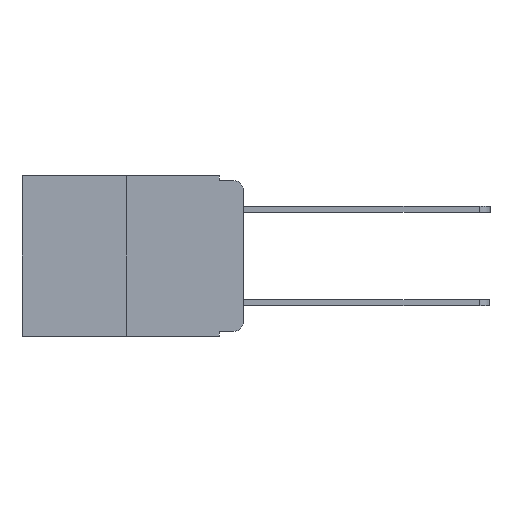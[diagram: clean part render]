
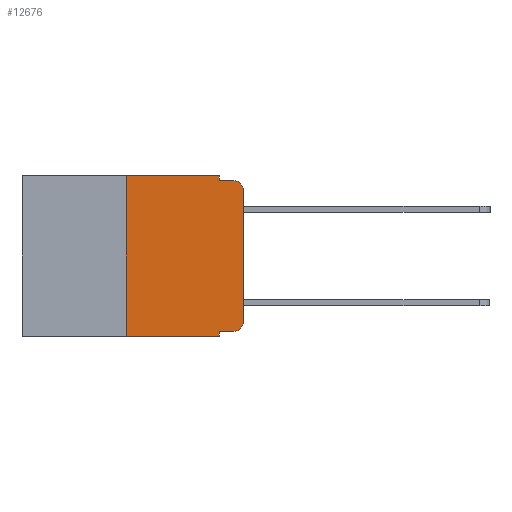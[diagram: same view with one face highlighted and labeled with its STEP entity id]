
A CAD part, left-side view. The second image highlights one B-rep face of the part: STEP entity #12676.
In plain terms, the highlighted planar face has unit normal (-1, 0, 0).
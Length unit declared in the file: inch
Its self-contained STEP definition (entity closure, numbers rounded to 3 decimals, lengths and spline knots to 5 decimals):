
#203 = ORIENTED_EDGE ( 'NONE', *, *, #1686, .F. ) ;
#210 = EDGE_CURVE ( 'NONE', #4044, #6873, #7653, .T. ) ;
#425 = EDGE_CURVE ( 'NONE', #2647, #9877, #10254, .T. ) ;
#553 = ORIENTED_EDGE ( 'NONE', *, *, #12323, .F. ) ;
#695 = ORIENTED_EDGE ( 'NONE', *, *, #3869, .F. ) ;
#936 = ORIENTED_EDGE ( 'NONE', *, *, #9649, .F. ) ;
#1059 = ORIENTED_EDGE ( 'NONE', *, *, #8402, .T. ) ;
#1120 = CARTESIAN_POINT ( 'NONE',  ( 0., 0.25, 0. ) ) ;
#1140 = DIRECTION ( 'NONE',  ( 0., 0., -1. ) ) ;
#1356 = VERTEX_POINT ( 'NONE', #9883 ) ;
#1378 = ORIENTED_EDGE ( 'NONE', *, *, #425, .T. ) ;
#1395 = LINE ( 'NONE', #9104, #16410 ) ;
#1642 = FACE_OUTER_BOUND ( 'NONE', #15851, .T. ) ;
#1686 = EDGE_CURVE ( 'NONE', #7081, #1356, #7629, .T. ) ;
#2647 = VERTEX_POINT ( 'NONE', #14263 ) ;
#3587 = LINE ( 'NONE', #10851, #10761 ) ;
#3839 = CARTESIAN_POINT ( 'NONE',  ( 0., 0.051, -0.01 ) ) ;
#3869 = EDGE_CURVE ( 'NONE', #17956, #14083, #11496, .T. ) ;
#3880 = VECTOR ( 'NONE', #12617, 39.37008 ) ;
#4044 = VERTEX_POINT ( 'NONE', #13037 ) ;
#4098 = CARTESIAN_POINT ( 'NONE',  ( 0., 0.051, 0. ) ) ;
#4997 = DIRECTION ( 'NONE',  ( -1., 0., 0. ) ) ;
#5867 = LINE ( 'NONE', #9467, #10083 ) ;
#6029 = EDGE_CURVE ( 'NONE', #7081, #6873, #5867, .T. ) ;
#6721 = CARTESIAN_POINT ( 'NONE',  ( 0., 0.02, -0.313 ) ) ;
#6819 = CARTESIAN_POINT ( 'NONE',  ( 0., 0.051, 0. ) ) ;
#6845 = DIRECTION ( 'NONE',  ( 0., 0., 1. ) ) ;
#6847 = AXIS2_PLACEMENT_3D ( 'NONE', #6721, #16570, #8146 ) ;
#6873 = VERTEX_POINT ( 'NONE', #8115 ) ;
#7081 = VERTEX_POINT ( 'NONE', #12624 ) ;
#7629 = LINE ( 'NONE', #1120, #14698 ) ;
#7653 = LINE ( 'NONE', #6819, #18406 ) ;
#7668 = CARTESIAN_POINT ( 'NONE',  ( 0., 0.02, -0.333 ) ) ;
#7680 = CARTESIAN_POINT ( 'NONE',  ( 0., 0.02, -0.01 ) ) ;
#7901 = DIRECTION ( 'NONE',  ( 0., -1., 0. ) ) ;
#7942 = ORIENTED_EDGE ( 'NONE', *, *, #17287, .T. ) ;
#8107 = DIRECTION ( 'NONE',  ( 0., -1., 0. ) ) ;
#8115 = CARTESIAN_POINT ( 'NONE',  ( 0., 0.051, -0.343 ) ) ;
#8146 = DIRECTION ( 'NONE',  ( 0., 0., -1. ) ) ;
#8378 = DIRECTION ( 'NONE',  ( 0., 0., 1. ) ) ;
#8402 = EDGE_CURVE ( 'NONE', #9877, #9457, #8802, .T. ) ;
#8438 = ORIENTED_EDGE ( 'NONE', *, *, #6029, .T. ) ;
#8802 = CIRCLE ( 'NONE', #11597, 0.02 ) ;
#9104 = CARTESIAN_POINT ( 'NONE',  ( 0., 0.051, -0.333 ) ) ;
#9218 = ORIENTED_EDGE ( 'NONE', *, *, #210, .F. ) ;
#9457 = VERTEX_POINT ( 'NONE', #7680 ) ;
#9467 = CARTESIAN_POINT ( 'NONE',  ( 0., 0.473, -0.343 ) ) ;
#9649 = EDGE_CURVE ( 'NONE', #14083, #9457, #3587, .T. ) ;
#9877 = VERTEX_POINT ( 'NONE', #11423 ) ;
#9883 = CARTESIAN_POINT ( 'NONE',  ( 0., 0.25, 0. ) ) ;
#10083 = VECTOR ( 'NONE', #7901, 39.37008 ) ;
#10089 = DIRECTION ( 'NONE',  ( 1., 0., 0. ) ) ;
#10254 = LINE ( 'NONE', #11793, #16893 ) ;
#10761 = VECTOR ( 'NONE', #8107, 39.37008 ) ;
#10851 = CARTESIAN_POINT ( 'NONE',  ( 0., 0.051, -0.01 ) ) ;
#11423 = CARTESIAN_POINT ( 'NONE',  ( 0., 0., -0.03 ) ) ;
#11464 = PLANE ( 'NONE',  #18571 ) ;
#11496 = LINE ( 'NONE', #16912, #3880 ) ;
#11563 = VECTOR ( 'NONE', #17784, 39.37008 ) ;
#11597 = AXIS2_PLACEMENT_3D ( 'NONE', #13511, #4997, #14934 ) ;
#11608 = CIRCLE ( 'NONE', #6847, 0.02 ) ;
#11701 = DIRECTION ( 'NONE',  ( 0., 0., -1. ) ) ;
#11793 = CARTESIAN_POINT ( 'NONE',  ( 0., 0., 0. ) ) ;
#12055 = DIRECTION ( 'NONE',  ( 0., -1., 0. ) ) ;
#12323 = EDGE_CURVE ( 'NONE', #1356, #17956, #15333, .T. ) ;
#12617 = DIRECTION ( 'NONE',  ( 0., 0., -1. ) ) ;
#12624 = CARTESIAN_POINT ( 'NONE',  ( 0., 0.25, -0.343 ) ) ;
#12676 = ADVANCED_FACE ( 'NONE', ( #1642 ), #11464, .F. ) ;
#13037 = CARTESIAN_POINT ( 'NONE',  ( 0., 0.051, -0.333 ) ) ;
#13511 = CARTESIAN_POINT ( 'NONE',  ( 0., 0.02, -0.03 ) ) ;
#14083 = VERTEX_POINT ( 'NONE', #3839 ) ;
#14263 = CARTESIAN_POINT ( 'NONE',  ( 0., 0., -0.313 ) ) ;
#14698 = VECTOR ( 'NONE', #8378, 39.37008 ) ;
#14934 = DIRECTION ( 'NONE',  ( 0., 0., -1. ) ) ;
#15333 = LINE ( 'NONE', #16394, #11563 ) ;
#15454 = EDGE_CURVE ( 'NONE', #17223, #2647, #11608, .T. ) ;
#15851 = EDGE_LOOP ( 'NONE', ( #1378, #1059, #936, #695, #553, #203, #8438, #9218, #7942, #16039 ) ) ;
#16039 = ORIENTED_EDGE ( 'NONE', *, *, #15454, .T. ) ;
#16394 = CARTESIAN_POINT ( 'NONE',  ( 0., 0.473, 0. ) ) ;
#16410 = VECTOR ( 'NONE', #12055, 39.37008 ) ;
#16570 = DIRECTION ( 'NONE',  ( -1., 0., 0. ) ) ;
#16893 = VECTOR ( 'NONE', #6845, 39.37008 ) ;
#16912 = CARTESIAN_POINT ( 'NONE',  ( 0., 0.051, 0. ) ) ;
#17223 = VERTEX_POINT ( 'NONE', #7668 ) ;
#17287 = EDGE_CURVE ( 'NONE', #4044, #17223, #1395, .T. ) ;
#17784 = DIRECTION ( 'NONE',  ( 0., -1., 0. ) ) ;
#17956 = VERTEX_POINT ( 'NONE', #4098 ) ;
#18406 = VECTOR ( 'NONE', #11701, 39.37008 ) ;
#18504 = CARTESIAN_POINT ( 'NONE',  ( 0., 0.473, 0. ) ) ;
#18571 = AXIS2_PLACEMENT_3D ( 'NONE', #18504, #10089, #1140 ) ;
